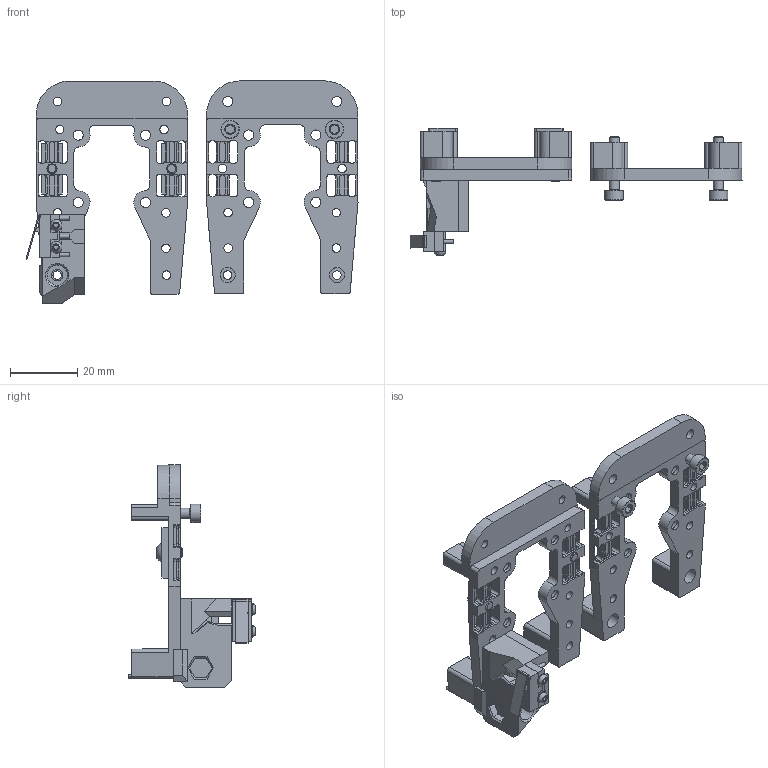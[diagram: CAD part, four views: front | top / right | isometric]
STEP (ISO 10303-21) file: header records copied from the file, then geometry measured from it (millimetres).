
FILE_DESCRIPTION(/* description */ (''),/* implementation_level */ '2;1');
FILE_NAME(/* name */ 'Lightweight X Carriage v5.step',/* time_stamp */ '2024-07-11T12:12:09-05:00',/* author */ (''),/* organization */ (''),/* preprocessor_version */ 'ST-DEVELOPER v20',/* originating_system */ 'Autodesk Translation Framework v13.14.0.145',/* authorisation */ '');
FILE_SCHEMA (('AUTOMOTIVE_DESIGN { 1 0 10303 214 3 1 1 }'));
Length unit declared in the file: millimetre
Products named in the file (10): Lightweight X Carriage; Belt Clamp; Belt Clamp (1); M3x6 BHCS; X-Endstop v1; KW10 Microswitch v1; M2x10 Self-tapping Screw (14) v1; M2x10 Self-tapping Screw (14) v1 (1); Lightweight X Carriage XOL v1; 91290A120_NO THREADS_Alloy Steel Socket Head Screw
Assembly tree (11 placements, depth 3):
  Lightweight X Carriage
    Belt Clamp
      M3x6 BHCS
    Belt Clamp (1)
      M3x6 BHCS
    X-Endstop v1
    KW10 Microswitch v1
      M2x10 Self-tapping Screw (14) v1
      M2x10 Self-tapping Screw (14) v1 (1)
    Lightweight X Carriage XOL v1
    91290A120_NO THREADS_Alloy Steel Socket Head Screw  x2
Bounding box: 98.67 x 37.9 x 66.04 mm (x, y, z)
Volume: 19417.3 mm3; surface area: 17972.6 mm2
Topology: 13 solids, 13 shells, 925 faces, 2596 edges, 1703 vertices
Faces by surface type: plane 532, cylinder 316, cone 39, bspline 32, sphere 4, torus 2
Full cylindrical faces by diameter (mm): 0.4 x3, 1.2 x3, 1.9 x2, 2 x3, 2.529 x28, 3 x16, 3.4 x1, 3.5 x2, 4.5 x2, 5.5 x2, 5.7 x2, 6 x9
Entity records: 31039 total; most frequent: CARTESIAN_POINT 6870, ORIENTED_EDGE 5052, DIRECTION 4974, EDGE_CURVE 2526, AXIS2_PLACEMENT_3D 1677, VERTEX_POINT 1661, LINE 1620, VECTOR 1620
